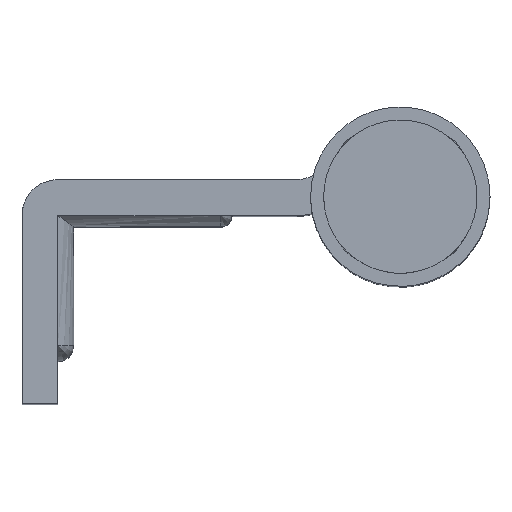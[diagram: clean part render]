
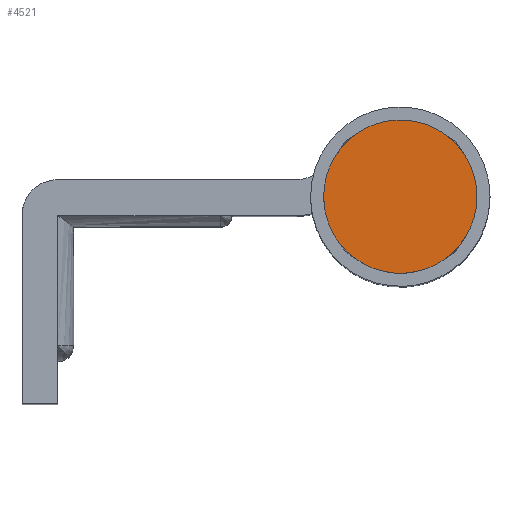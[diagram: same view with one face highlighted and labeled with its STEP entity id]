
A CAD part, top view. The second image highlights one B-rep face of the part: STEP entity #4521.
In plain terms, the highlighted free-form (B-spline) face has degree [1, 1] with [2, 2] control points.
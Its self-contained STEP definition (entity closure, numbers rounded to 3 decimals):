
#4460=CARTESIAN_POINT('',(-6.837,0.0,113.0));
#4461=VERTEX_POINT('',#4460);
#4462=CARTESIAN_POINT('',(6.837,0.0,113.0));
#4463=VERTEX_POINT('',#4462);
#4464=CARTESIAN_POINT('',(-6.837,0.0,113.0));
#4465=CARTESIAN_POINT('',(-6.837,0.447,113.));
#4466=CARTESIAN_POINT('',(-6.738,1.454,113.0));
#4467=CARTESIAN_POINT('',(-6.305,2.766,113.));
#4468=CARTESIAN_POINT('',(-5.606,3.982,113.));
#4469=CARTESIAN_POINT('',(-4.822,4.902,113.));
#4470=CARTESIAN_POINT('',(-3.841,5.697,113.));
#4471=CARTESIAN_POINT('',(-2.885,6.231,113.));
#4472=CARTESIAN_POINT('',(-1.752,6.645,113.));
#4473=CARTESIAN_POINT('',(-0.645,6.844,113.0));
#4474=CARTESIAN_POINT('',(0.533,6.844,113.));
#4475=CARTESIAN_POINT('',(1.587,6.681,113.));
#4476=CARTESIAN_POINT('',(2.574,6.361,113.));
#4477=CARTESIAN_POINT('',(3.629,5.838,113.));
#4478=CARTESIAN_POINT('',(4.578,5.134,113.));
#4479=CARTESIAN_POINT('',(5.565,4.059,113.));
#4480=CARTESIAN_POINT('',(6.297,2.821,113.));
#4481=CARTESIAN_POINT('',(6.746,1.37,113.));
#4482=CARTESIAN_POINT('',(6.837,0.448,113.));
#4483=CARTESIAN_POINT('',(6.837,0.0,113.0));
#4484=B_SPLINE_CURVE_WITH_KNOTS('',3,(#4464,#4465,#4466,#4467,#4468,#4469,#4470,#4471,#4472,#4473,#4474,#4475,#4476,#4477,#4478,#4479,#4480,#4481,#4482,#4483),.UNSPECIFIED.,.F.,.U.,(4,1,1,1,1,1,1,1,1,1,1,1,1,1,1,1,1,4),(0.,1.343,3.021,4.111,5.538,6.629,7.887,8.81,10.237,11.244,12.334,13.425,14.348,15.859,16.949,18.712,20.138,21.48),.UNSPECIFIED.);
#4485=EDGE_CURVE('',#4461,#4463,#4484,.T.);
#4487=CARTESIAN_POINT('',(6.837,0.0,113.0));
#4488=CARTESIAN_POINT('',(6.838,-0.587,113.));
#4489=CARTESIAN_POINT('',(6.725,-1.454,113.));
#4490=CARTESIAN_POINT('',(6.312,-2.705,113.));
#4491=CARTESIAN_POINT('',(5.833,-3.628,113.));
#4492=CARTESIAN_POINT('',(5.159,-4.524,113.));
#4493=CARTESIAN_POINT('',(4.381,-5.293,113.));
#4494=CARTESIAN_POINT('',(3.297,-6.047,113.));
#4495=CARTESIAN_POINT('',(1.896,-6.638,113.));
#4496=CARTESIAN_POINT('',(0.365,-6.884,113.));
#4497=CARTESIAN_POINT('',(-1.233,-6.786,113.));
#4498=CARTESIAN_POINT('',(-2.666,-6.361,113.));
#4499=CARTESIAN_POINT('',(-3.84,-5.695,113.));
#4500=CARTESIAN_POINT('',(-4.82,-4.901,113.));
#4501=CARTESIAN_POINT('',(-5.611,-3.985,113.));
#4502=CARTESIAN_POINT('',(-6.289,-2.788,113.));
#4503=CARTESIAN_POINT('',(-6.729,-1.482,113.));
#4504=CARTESIAN_POINT('',(-6.837,-0.503,113.));
#4505=CARTESIAN_POINT('',(-6.837,0.0,113.0));
#4506=B_SPLINE_CURVE_WITH_KNOTS('',3,(#4487,#4488,#4489,#4490,#4491,#4492,#4493,#4494,#4495,#4496,#4497,#4498,#4499,#4500,#4501,#4502,#4503,#4504,#4505),.UNSPECIFIED.,.F.,.U.,(4,1,1,1,1,1,1,1,1,1,1,1,1,1,1,1,4),(0.,1.762,2.601,3.944,4.867,5.957,7.216,8.81,10.489,11.831,13.593,14.936,15.859,17.369,18.544,19.97,21.48),.UNSPECIFIED.);
#4507=EDGE_CURVE('',#4463,#4461,#4506,.T.);
#4512=CARTESIAN_POINT('',(-7.52,-7.52,113.0));
#4513=CARTESIAN_POINT('',(7.52,-7.52,113.0));
#4514=CARTESIAN_POINT('',(-7.52,7.52,113.0));
#4515=CARTESIAN_POINT('',(7.52,7.52,113.0));
#4516=B_SPLINE_SURFACE_WITH_KNOTS('',1,1,((#4512,#4514),(#4513,#4515)),.UNSPECIFIED.,.F.,.F.,.U.,(2,2),(2,2),(0.0,15.041),(0.0,15.041),.UNSPECIFIED.);
#4517=ORIENTED_EDGE('',*,*,#4507,.F.);
#4518=ORIENTED_EDGE('',*,*,#4485,.F.);
#4519=EDGE_LOOP('',(#4517,#4518));
#4520=FACE_OUTER_BOUND('',#4519,.T.);
#4521=ADVANCED_FACE('',(#4520),#4516,.T.);
